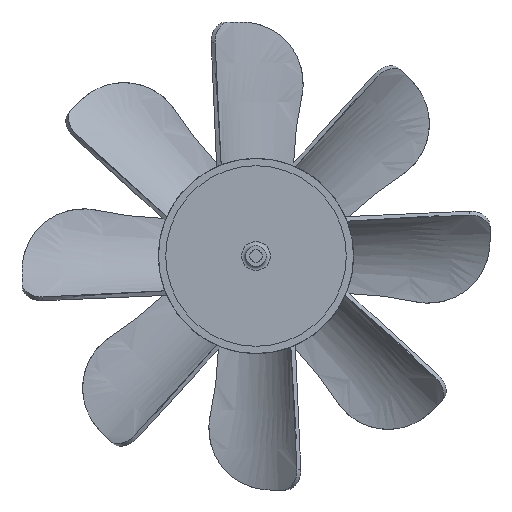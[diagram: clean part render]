
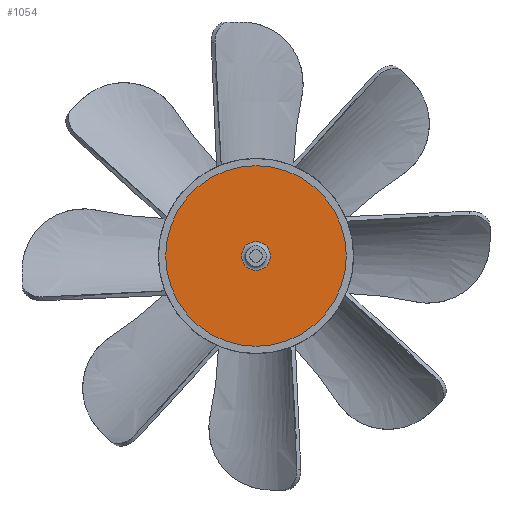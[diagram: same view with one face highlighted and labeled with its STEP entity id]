
A CAD part, front view. The second image highlights one B-rep face of the part: STEP entity #1054.
In plain terms, the highlighted planar face has unit normal (0, -1, 0).
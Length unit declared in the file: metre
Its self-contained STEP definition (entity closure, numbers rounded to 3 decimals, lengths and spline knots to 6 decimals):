
#64=PLANE('',#1115);
#516=ORIENTED_EDGE('',*,*,#676,.T.);
#517=ORIENTED_EDGE('',*,*,#675,.T.);
#675=EDGE_CURVE('',#781,#781,#807,.T.);
#676=EDGE_CURVE('',#782,#782,#808,.F.);
#781=VERTEX_POINT('',#4481);
#782=VERTEX_POINT('',#4484);
#807=CIRCLE('',#1114,0.022);
#808=CIRCLE('',#1116,0.0035);
#886=EDGE_LOOP('',(#516));
#887=EDGE_LOOP('',(#517));
#970=FACE_BOUND('',#886,.T.);
#971=FACE_BOUND('',#887,.T.);
#1054=ADVANCED_FACE('',(#970,#971),#64,.T.);
#1114=AXIS2_PLACEMENT_3D('',#4480,#1234,#1235);
#1115=AXIS2_PLACEMENT_3D('',#4482,#1236,#1237);
#1116=AXIS2_PLACEMENT_3D('',#4483,#1238,#1239);
#1234=DIRECTION('',(0.,-1.,0.));
#1235=DIRECTION('',(-1.,0.,0.));
#1236=DIRECTION('',(0.,-1.,0.));
#1237=DIRECTION('',(1.,0.,0.));
#1238=DIRECTION('',(0.,-1.,0.));
#1239=DIRECTION('',(-1.,0.,0.));
#4480=CARTESIAN_POINT('',(0.,0.014,0.));
#4481=CARTESIAN_POINT('',(-0.022,0.014,0.));
#4482=CARTESIAN_POINT('',(0.,0.014,0.));
#4483=CARTESIAN_POINT('',(0.,0.014,0.));
#4484=CARTESIAN_POINT('',(-0.0035,0.014,0.));
